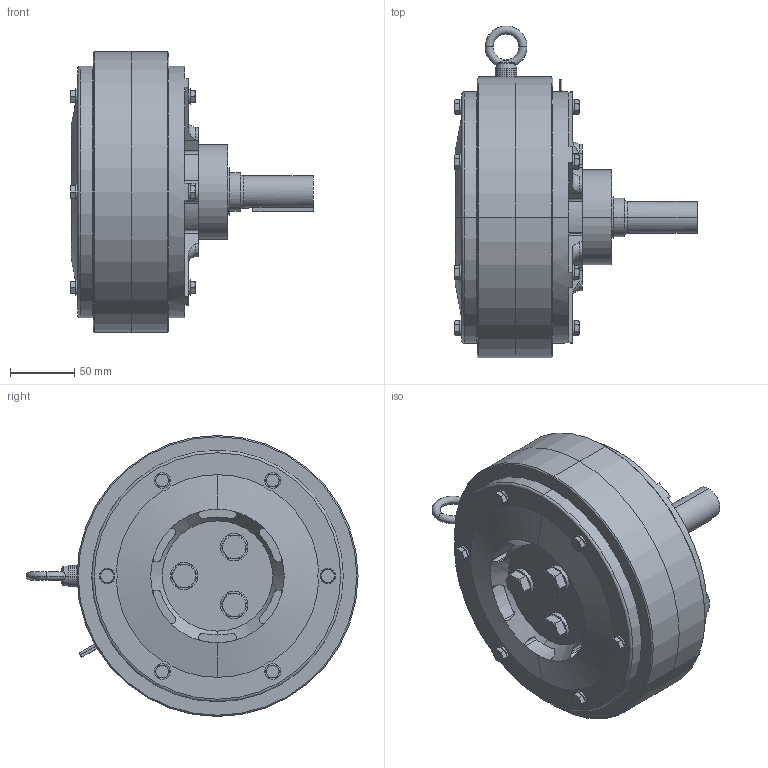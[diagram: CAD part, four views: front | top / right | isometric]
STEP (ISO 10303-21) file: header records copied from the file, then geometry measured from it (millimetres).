
FILE_DESCRIPTION (( 'STEP AP203' ), '1' );
FILE_NAME ('YPP616675.STEP', '2020-12-24T07:36:26', ( '' ), ( '' ), 'SwSTEP 2.0', 'SolidWorks 2016', '' );
FILE_SCHEMA (( 'CONFIG_CONTROL_DESIGN' ));
Length unit declared in the file: millimetre
Products named in the file (1): YPP616675
Bounding box: 189 x 258.7 x 219 mm (x, y, z)
Volume: 3121317.1 mm3; surface area: 265366.9 mm2
Topology: 23 solids, 23 shells, 746 faces, 1900 edges, 1218 vertices
Faces by surface type: cylinder 334, plane 288, cone 102, torus 22
Entity records: 23925 total; most frequent: CARTESIAN_POINT 5663, DIRECTION 3932, ORIENTED_EDGE 3752, EDGE_CURVE 1876, AXIS2_PLACEMENT_3D 1553, VERTEX_POINT 1218, LINE 826, VECTOR 826
